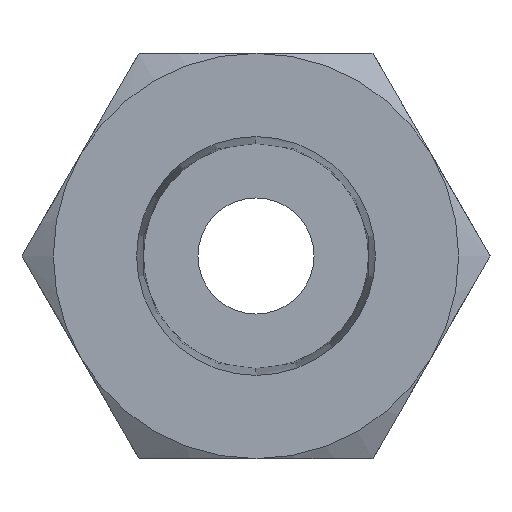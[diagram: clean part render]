
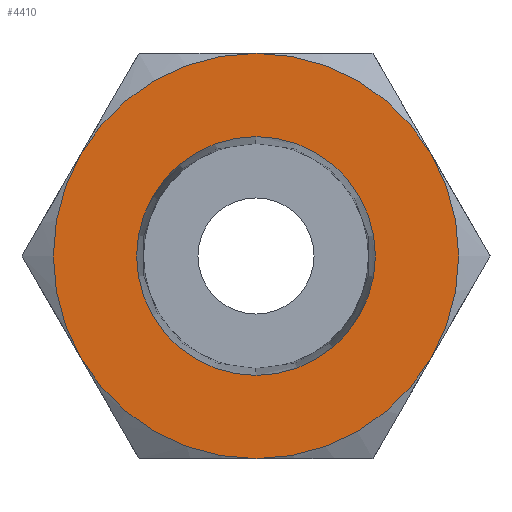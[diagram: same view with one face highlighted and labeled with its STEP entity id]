
A CAD part, front view. The second image highlights one B-rep face of the part: STEP entity #4410.
In plain terms, the highlighted planar face has unit normal (0, -1, 0).
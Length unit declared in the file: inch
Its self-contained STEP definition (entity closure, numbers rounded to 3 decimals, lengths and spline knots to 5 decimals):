
#66 = EDGE_LOOP ( 'NONE', ( #4062, #4190 ) ) ;
#173 = CARTESIAN_POINT ( 'NONE',  ( -0.29765, 0., 0.17185 ) ) ;
#187 = EDGE_CURVE ( 'NONE', #359, #1743, #839, .T. ) ;
#315 = AXIS2_PLACEMENT_3D ( 'NONE', #795, #632, #4135 ) ;
#336 = CIRCLE ( 'NONE', #2353, 0.3437 ) ;
#359 = VERTEX_POINT ( 'NONE', #1509 ) ;
#430 = AXIS2_PLACEMENT_3D ( 'NONE', #3759, #1702, #4099 ) ;
#450 = CARTESIAN_POINT ( 'NONE',  ( -0.2731, 0., 0. ) ) ;
#454 = CARTESIAN_POINT ( 'NONE',  ( 0., 0., 0. ) ) ;
#484 = CIRCLE ( 'NONE', #1470, 0.2025 ) ;
#487 = ORIENTED_EDGE ( 'NONE', *, *, #1586, .T. ) ;
#502 = CARTESIAN_POINT ( 'NONE',  ( -0.29765, 0., -0.17185 ) ) ;
#526 = VERTEX_POINT ( 'NONE', #3129 ) ;
#560 = ORIENTED_EDGE ( 'NONE', *, *, #2175, .T. ) ;
#632 = DIRECTION ( 'NONE',  ( 0., 1., 0. ) ) ;
#729 = CIRCLE ( 'NONE', #2332, 0.3437 ) ;
#795 = CARTESIAN_POINT ( 'NONE',  ( 0., 0., 0. ) ) ;
#806 = DIRECTION ( 'NONE',  ( 0., 0., -1. ) ) ;
#810 = DIRECTION ( 'NONE',  ( 0., 0., -1. ) ) ;
#839 = CIRCLE ( 'NONE', #2404, 0.3437 ) ;
#998 = CARTESIAN_POINT ( 'NONE',  ( 0., 0., 0. ) ) ;
#1027 = EDGE_CURVE ( 'NONE', #2256, #359, #2505, .T. ) ;
#1050 = DIRECTION ( 'NONE',  ( 0., 0., 1. ) ) ;
#1060 = DIRECTION ( 'NONE',  ( 0., -1., 0. ) ) ;
#1066 = CARTESIAN_POINT ( 'NONE',  ( 0., 0., 0. ) ) ;
#1160 = EDGE_CURVE ( 'NONE', #3920, #526, #4223, .T. ) ;
#1208 = ORIENTED_EDGE ( 'NONE', *, *, #2718, .T. ) ;
#1219 = ORIENTED_EDGE ( 'NONE', *, *, #187, .T. ) ;
#1309 = AXIS2_PLACEMENT_3D ( 'NONE', #4183, #2163, #4493 ) ;
#1392 = VERTEX_POINT ( 'NONE', #502 ) ;
#1470 = AXIS2_PLACEMENT_3D ( 'NONE', #454, #2939, #810 ) ;
#1477 = AXIS2_PLACEMENT_3D ( 'NONE', #450, #2932, #806 ) ;
#1509 = CARTESIAN_POINT ( 'NONE',  ( 0., 0., 0.3437 ) ) ;
#1586 = EDGE_CURVE ( 'NONE', #4059, #2256, #729, .T. ) ;
#1678 = CARTESIAN_POINT ( 'NONE',  ( 0., 0., 0. ) ) ;
#1702 = DIRECTION ( 'NONE',  ( 0., -1., 0. ) ) ;
#1743 = VERTEX_POINT ( 'NONE', #173 ) ;
#1791 = ORIENTED_EDGE ( 'NONE', *, *, #1027, .T. ) ;
#2012 = ORIENTED_EDGE ( 'NONE', *, *, #3497, .T. ) ;
#2045 = DIRECTION ( 'NONE',  ( 0., 0., 1. ) ) ;
#2163 = DIRECTION ( 'NONE',  ( 0., -1., 0. ) ) ;
#2175 = EDGE_CURVE ( 'NONE', #2598, #4059, #2516, .T. ) ;
#2256 = VERTEX_POINT ( 'NONE', #4164 ) ;
#2332 = AXIS2_PLACEMENT_3D ( 'NONE', #998, #3456, #3144 ) ;
#2353 = AXIS2_PLACEMENT_3D ( 'NONE', #1678, #4081, #2045 ) ;
#2404 = AXIS2_PLACEMENT_3D ( 'NONE', #1066, #1060, #1050 ) ;
#2505 = CIRCLE ( 'NONE', #2664, 0.3437 ) ;
#2516 = CIRCLE ( 'NONE', #430, 0.3437 ) ;
#2588 = PLANE ( 'NONE',  #1477 ) ;
#2598 = VERTEX_POINT ( 'NONE', #2704 ) ;
#2664 = AXIS2_PLACEMENT_3D ( 'NONE', #3379, #3122, #3101 ) ;
#2704 = CARTESIAN_POINT ( 'NONE',  ( 0., 0., -0.3437 ) ) ;
#2718 = EDGE_CURVE ( 'NONE', #1392, #2598, #336, .T. ) ;
#2932 = DIRECTION ( 'NONE',  ( 0., -1., 0. ) ) ;
#2939 = DIRECTION ( 'NONE',  ( 0., 1., 0. ) ) ;
#3101 = DIRECTION ( 'NONE',  ( 0., 0., 1. ) ) ;
#3122 = DIRECTION ( 'NONE',  ( 0., -1., 0. ) ) ;
#3129 = CARTESIAN_POINT ( 'NONE',  ( 0., 0., 0.2025 ) ) ;
#3144 = DIRECTION ( 'NONE',  ( 0., 0., 1. ) ) ;
#3155 = FACE_BOUND ( 'NONE', #66, .T. ) ;
#3260 = CARTESIAN_POINT ( 'NONE',  ( 0.29765, 0., -0.17185 ) ) ;
#3379 = CARTESIAN_POINT ( 'NONE',  ( 0., 0., 0. ) ) ;
#3456 = DIRECTION ( 'NONE',  ( 0., -1., 0. ) ) ;
#3497 = EDGE_CURVE ( 'NONE', #1743, #1392, #3679, .T. ) ;
#3660 = EDGE_CURVE ( 'NONE', #526, #3920, #484, .T. ) ;
#3679 = CIRCLE ( 'NONE', #1309, 0.3437 ) ;
#3759 = CARTESIAN_POINT ( 'NONE',  ( 0., 0., 0. ) ) ;
#3920 = VERTEX_POINT ( 'NONE', #4227 ) ;
#4039 = FACE_OUTER_BOUND ( 'NONE', #4499, .T. ) ;
#4059 = VERTEX_POINT ( 'NONE', #3260 ) ;
#4062 = ORIENTED_EDGE ( 'NONE', *, *, #1160, .T. ) ;
#4081 = DIRECTION ( 'NONE',  ( 0., -1., 0. ) ) ;
#4099 = DIRECTION ( 'NONE',  ( 0., 0., 1. ) ) ;
#4135 = DIRECTION ( 'NONE',  ( 0., 0., -1. ) ) ;
#4164 = CARTESIAN_POINT ( 'NONE',  ( 0.29765, 0., 0.17185 ) ) ;
#4183 = CARTESIAN_POINT ( 'NONE',  ( 0., 0., 0. ) ) ;
#4190 = ORIENTED_EDGE ( 'NONE', *, *, #3660, .T. ) ;
#4223 = CIRCLE ( 'NONE', #315, 0.2025 ) ;
#4227 = CARTESIAN_POINT ( 'NONE',  ( 0., 0., -0.2025 ) ) ;
#4410 = ADVANCED_FACE ( 'NONE', ( #3155, #4039 ), #2588, .T. ) ;
#4493 = DIRECTION ( 'NONE',  ( 0., 0., 1. ) ) ;
#4499 = EDGE_LOOP ( 'NONE', ( #1791, #1219, #2012, #1208, #560, #487 ) ) ;
